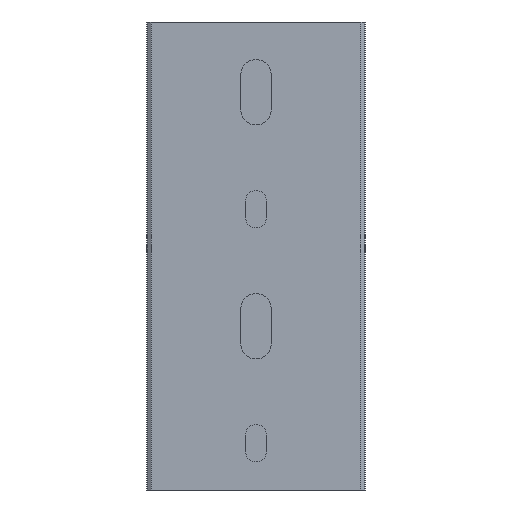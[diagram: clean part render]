
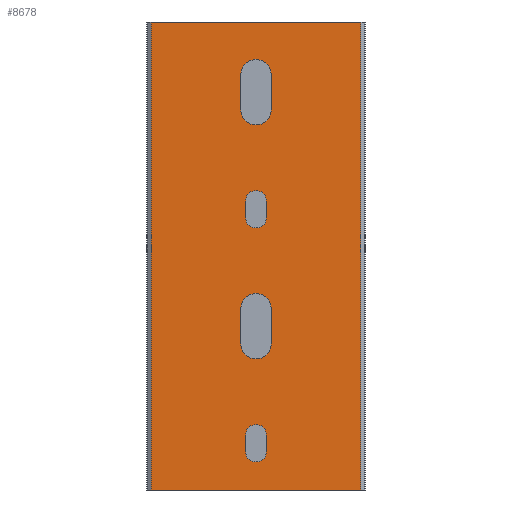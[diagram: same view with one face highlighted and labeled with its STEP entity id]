
A CAD part, front view. The second image highlights one B-rep face of the part: STEP entity #8678.
In plain terms, the highlighted planar face has unit normal (0, -1, 0).
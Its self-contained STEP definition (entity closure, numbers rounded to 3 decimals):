
#2264=DIRECTION('',(0.,0.,-1.));
#2265=VECTOR('',#2264,100.);
#2266=CARTESIAN_POINT('',(-22.412,0.,0.));
#2267=LINE('47103',#2266,#2265);
#2308=DIRECTION('',(1.,0.,0.));
#2309=VECTOR('',#2308,44.824);
#2310=CARTESIAN_POINT('',(-22.412,0.,0.));
#2311=LINE('47106',#2310,#2309);
#2312=DIRECTION('',(0.,0.,-1.));
#2313=VECTOR('',#2312,100.);
#2314=CARTESIAN_POINT('',(22.412,0.,0.));
#2315=LINE('46980',#2314,#2313);
#2316=DIRECTION('',(-1.,0.,0.));
#2317=VECTOR('',#2316,44.824);
#2318=CARTESIAN_POINT('',(22.412,0.,-100.));
#2319=LINE('47107',#2318,#2317);
#2320=CARTESIAN_POINT('',(0.,0.,-11.25));
#2321=DIRECTION('',(0.,-1.,0.));
#2322=DIRECTION('',(1.,0.,0.));
#2323=AXIS2_PLACEMENT_3D('',#2320,#2321,#2322);
#2325=DIRECTION('',(0.,0.,-1.));
#2326=VECTOR('',#2325,7.5);
#2327=CARTESIAN_POINT('',(-3.25,0.,-11.25));
#2328=LINE('6947',#2327,#2326);
#2329=CARTESIAN_POINT('',(0.,0.,-18.75));
#2330=DIRECTION('',(0.,-1.,0.));
#2331=DIRECTION('',(-1.,0.,0.));
#2332=AXIS2_PLACEMENT_3D('',#2329,#2330,#2331);
#2334=DIRECTION('',(0.,0.,1.));
#2335=VECTOR('',#2334,7.5);
#2336=CARTESIAN_POINT('',(3.25,0.,-18.75));
#2337=LINE('6950',#2336,#2335);
#2338=CARTESIAN_POINT('',(0.,0.,-38.25));
#2339=DIRECTION('',(0.,-1.,0.));
#2340=DIRECTION('',(1.,0.,0.));
#2341=AXIS2_PLACEMENT_3D('',#2338,#2339,#2340);
#2343=DIRECTION('',(0.,0.,-1.));
#2344=VECTOR('',#2343,3.5);
#2345=CARTESIAN_POINT('',(-2.25,0.,-38.25));
#2346=LINE('6953',#2345,#2344);
#2347=CARTESIAN_POINT('',(0.,0.,-41.75));
#2348=DIRECTION('',(0.,-1.,0.));
#2349=DIRECTION('',(-1.,0.,0.));
#2350=AXIS2_PLACEMENT_3D('',#2347,#2348,#2349);
#2352=DIRECTION('',(0.,0.,1.));
#2353=VECTOR('',#2352,3.5);
#2354=CARTESIAN_POINT('',(2.25,0.,-41.75));
#2355=LINE('6956',#2354,#2353);
#2356=CARTESIAN_POINT('',(0.,0.,-61.25));
#2357=DIRECTION('',(0.,-1.,0.));
#2358=DIRECTION('',(1.,0.,0.));
#2359=AXIS2_PLACEMENT_3D('',#2356,#2357,#2358);
#2361=DIRECTION('',(0.,0.,-1.));
#2362=VECTOR('',#2361,7.5);
#2363=CARTESIAN_POINT('',(-3.25,0.,-61.25));
#2364=LINE('6959',#2363,#2362);
#2365=CARTESIAN_POINT('',(0.,0.,-68.75));
#2366=DIRECTION('',(0.,-1.,0.));
#2367=DIRECTION('',(-1.,0.,0.));
#2368=AXIS2_PLACEMENT_3D('',#2365,#2366,#2367);
#2370=DIRECTION('',(0.,0.,1.));
#2371=VECTOR('',#2370,7.5);
#2372=CARTESIAN_POINT('',(3.25,0.,-68.75));
#2373=LINE('6962',#2372,#2371);
#2374=CARTESIAN_POINT('',(0.,0.,-88.25));
#2375=DIRECTION('',(0.,-1.,0.));
#2376=DIRECTION('',(1.,0.,0.));
#2377=AXIS2_PLACEMENT_3D('',#2374,#2375,#2376);
#2379=DIRECTION('',(0.,0.,-1.));
#2380=VECTOR('',#2379,3.5);
#2381=CARTESIAN_POINT('',(-2.25,0.,-88.25));
#2382=LINE('6965',#2381,#2380);
#2383=CARTESIAN_POINT('',(0.,0.,-91.75));
#2384=DIRECTION('',(0.,-1.,0.));
#2385=DIRECTION('',(-1.,0.,0.));
#2386=AXIS2_PLACEMENT_3D('',#2383,#2384,#2385);
#2388=DIRECTION('',(0.,0.,1.));
#2389=VECTOR('',#2388,3.5);
#2390=CARTESIAN_POINT('',(2.25,0.,-91.75));
#2391=LINE('6968',#2390,#2389);
#5197=CARTESIAN_POINT('',(-3.25,0.,-11.25));
#5198=CARTESIAN_POINT('',(-3.25,0.,-18.75));
#5199=VERTEX_POINT('',#5197);
#5200=VERTEX_POINT('',#5198);
#5201=CARTESIAN_POINT('',(3.25,0.,-18.75));
#5202=CARTESIAN_POINT('',(3.25,0.,-11.25));
#5203=VERTEX_POINT('',#5201);
#5204=VERTEX_POINT('',#5202);
#5205=CARTESIAN_POINT('',(-2.25,0.,-38.25));
#5206=CARTESIAN_POINT('',(-2.25,0.,-41.75));
#5207=VERTEX_POINT('',#5205);
#5208=VERTEX_POINT('',#5206);
#5209=CARTESIAN_POINT('',(2.25,0.,-41.75));
#5210=CARTESIAN_POINT('',(2.25,0.,-38.25));
#5211=VERTEX_POINT('',#5209);
#5212=VERTEX_POINT('',#5210);
#5213=CARTESIAN_POINT('',(-3.25,0.,-61.25));
#5214=CARTESIAN_POINT('',(-3.25,0.,-68.75));
#5215=VERTEX_POINT('',#5213);
#5216=VERTEX_POINT('',#5214);
#5217=CARTESIAN_POINT('',(3.25,0.,-68.75));
#5218=CARTESIAN_POINT('',(3.25,0.,-61.25));
#5219=VERTEX_POINT('',#5217);
#5220=VERTEX_POINT('',#5218);
#5221=CARTESIAN_POINT('',(-2.25,0.,-88.25));
#5222=CARTESIAN_POINT('',(-2.25,0.,-91.75));
#5223=VERTEX_POINT('',#5221);
#5224=VERTEX_POINT('',#5222);
#5225=CARTESIAN_POINT('',(2.25,0.,-91.75));
#5226=CARTESIAN_POINT('',(2.25,0.,-88.25));
#5227=VERTEX_POINT('',#5225);
#5228=VERTEX_POINT('',#5226);
#5721=CARTESIAN_POINT('',(22.412,0.,0.));
#5722=CARTESIAN_POINT('',(22.412,0.,-100.));
#5723=VERTEX_POINT('',#5721);
#5724=VERTEX_POINT('',#5722);
#5769=CARTESIAN_POINT('',(-22.412,0.,0.));
#5770=CARTESIAN_POINT('',(-22.412,0.,-100.));
#5771=VERTEX_POINT('',#5769);
#5772=VERTEX_POINT('',#5770);
#8627=CARTESIAN_POINT('',(-18.6,0.,0.));
#8628=DIRECTION('',(0.,-1.,0.));
#8629=DIRECTION('',(1.,0.,0.));
#8630=AXIS2_PLACEMENT_3D('',#8627,#8628,#8629);
#8631=PLANE('7480',#8630);
#8632=ORIENTED_EDGE('47106',*,*,#5780,.T.);
#8633=ORIENTED_EDGE('46980',*,*,#5812,.T.);
#8634=ORIENTED_EDGE('47107',*,*,#8614,.T.);
#8635=ORIENTED_EDGE('47103',*,*,#8569,.F.);
#8636=EDGE_LOOP('7480',(#8632,#8633,#8634,#8635));
#8637=FACE_OUTER_BOUND('7480',#8636,.F.);
#8639=ORIENTED_EDGE('21362',*,*,#8638,.T.);
#8641=ORIENTED_EDGE('6947',*,*,#8640,.T.);
#8643=ORIENTED_EDGE('21363',*,*,#8642,.T.);
#8645=ORIENTED_EDGE('6950',*,*,#8644,.T.);
#8646=EDGE_LOOP('7480',(#8639,#8641,#8643,#8645));
#8647=FACE_BOUND('7480',#8646,.F.);
#8649=ORIENTED_EDGE('21364',*,*,#8648,.T.);
#8651=ORIENTED_EDGE('6953',*,*,#8650,.T.);
#8653=ORIENTED_EDGE('21365',*,*,#8652,.T.);
#8655=ORIENTED_EDGE('6956',*,*,#8654,.T.);
#8656=EDGE_LOOP('7480',(#8649,#8651,#8653,#8655));
#8657=FACE_BOUND('7480',#8656,.F.);
#8659=ORIENTED_EDGE('21366',*,*,#8658,.T.);
#8661=ORIENTED_EDGE('6959',*,*,#8660,.T.);
#8663=ORIENTED_EDGE('21367',*,*,#8662,.T.);
#8665=ORIENTED_EDGE('6962',*,*,#8664,.T.);
#8666=EDGE_LOOP('7480',(#8659,#8661,#8663,#8665));
#8667=FACE_BOUND('7480',#8666,.F.);
#8669=ORIENTED_EDGE('21368',*,*,#8668,.T.);
#8671=ORIENTED_EDGE('6965',*,*,#8670,.T.);
#8673=ORIENTED_EDGE('21369',*,*,#8672,.T.);
#8675=ORIENTED_EDGE('6968',*,*,#8674,.T.);
#8676=EDGE_LOOP('7480',(#8669,#8671,#8673,#8675));
#8677=FACE_BOUND('7480',#8676,.F.);
#8678=ADVANCED_FACE('7480',(#8637,#8647,#8657,#8667,#8677),#8631,.T.);
#2324=CIRCLE('21362',#2323,3.25);
#2333=CIRCLE('21363',#2332,3.25);
#2342=CIRCLE('21364',#2341,2.25);
#2351=CIRCLE('21365',#2350,2.25);
#2360=CIRCLE('21366',#2359,3.25);
#2369=CIRCLE('21367',#2368,3.25);
#2378=CIRCLE('21368',#2377,2.25);
#2387=CIRCLE('21369',#2386,2.25);
#5780=EDGE_CURVE('47106',#5771,#5723,#2311,.T.);
#5812=EDGE_CURVE('46980',#5723,#5724,#2315,.T.);
#8569=EDGE_CURVE('47103',#5771,#5772,#2267,.T.);
#8614=EDGE_CURVE('47107',#5724,#5772,#2319,.T.);
#8638=EDGE_CURVE('21362',#5204,#5199,#2324,.T.);
#8640=EDGE_CURVE('6947',#5199,#5200,#2328,.T.);
#8642=EDGE_CURVE('21363',#5200,#5203,#2333,.T.);
#8644=EDGE_CURVE('6950',#5203,#5204,#2337,.T.);
#8648=EDGE_CURVE('21364',#5212,#5207,#2342,.T.);
#8650=EDGE_CURVE('6953',#5207,#5208,#2346,.T.);
#8652=EDGE_CURVE('21365',#5208,#5211,#2351,.T.);
#8654=EDGE_CURVE('6956',#5211,#5212,#2355,.T.);
#8658=EDGE_CURVE('21366',#5220,#5215,#2360,.T.);
#8660=EDGE_CURVE('6959',#5215,#5216,#2364,.T.);
#8662=EDGE_CURVE('21367',#5216,#5219,#2369,.T.);
#8664=EDGE_CURVE('6962',#5219,#5220,#2373,.T.);
#8668=EDGE_CURVE('21368',#5228,#5223,#2378,.T.);
#8670=EDGE_CURVE('6965',#5223,#5224,#2382,.T.);
#8672=EDGE_CURVE('21369',#5224,#5227,#2387,.T.);
#8674=EDGE_CURVE('6968',#5227,#5228,#2391,.T.);
